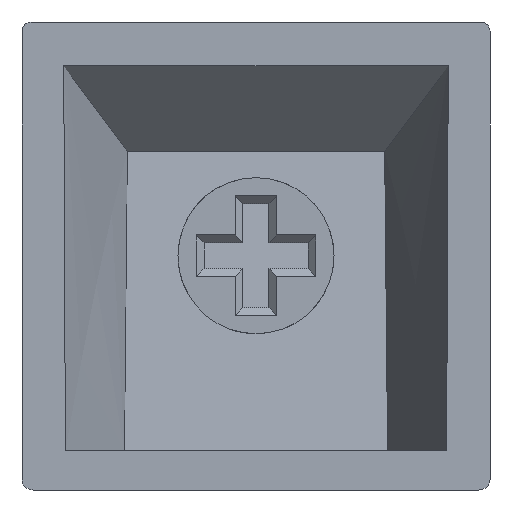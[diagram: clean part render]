
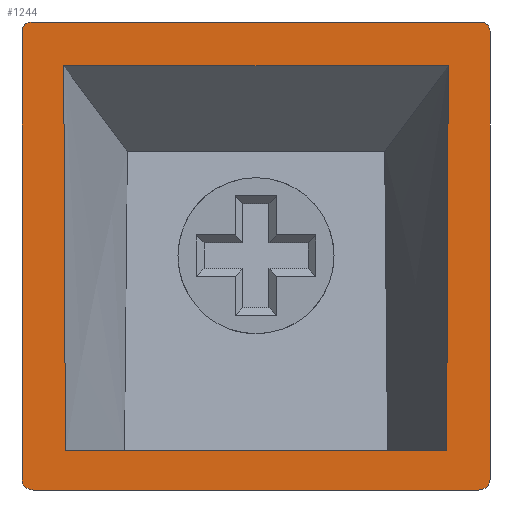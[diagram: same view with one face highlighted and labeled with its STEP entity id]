
A CAD part, front view. The second image highlights one B-rep face of the part: STEP entity #1244.
In plain terms, the highlighted planar face has unit normal (0, -1, 0).
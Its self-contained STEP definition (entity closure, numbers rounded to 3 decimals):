
#1244=ADVANCED_FACE('',(#1245,#1335),#1379,.T.);
#1245=FACE_BOUND('',#1246,.T.);
#1246=EDGE_LOOP('',(#1247,#1257,#1271,#1279,#1293,#1301,#1315,#1323));
#1247=ORIENTED_EDGE('',*,*,#1248,.T.);
#1248=EDGE_CURVE('',#1249,#1251,#1253,.F.);
#1249=VERTEX_POINT('',#1250);
#1250=CARTESIAN_POINT('',(0.451,0.0,-18.0));
#1251=VERTEX_POINT('',#1252);
#1252=CARTESIAN_POINT('',(17.549,0.0,-18.0));
#1253=LINE('',#1254,#1255);
#1254=CARTESIAN_POINT('',(0.0,0.0,-18.0));
#1255=VECTOR('',#1256,1.0);
#1256=DIRECTION('',(-1.0,0.0,0.0));
#1257=ORIENTED_EDGE('',*,*,#1258,.T.);
#1258=EDGE_CURVE('',#1251,#1259,#1261,.T.);
#1259=VERTEX_POINT('',#1260);
#1260=CARTESIAN_POINT('',(18.0,0.0,-17.6));
#1261=B_SPLINE_CURVE_WITH_KNOTS('',2,(#1262,#1263,#1264,#1265,#1266,#1267,#1268,#1269,#1270),.UNSPECIFIED.,.F.,.U.,(3,2,2,2,3),(0.0,0.25,0.5,0.75,1.0),.PIECEWISE_BEZIER_KNOTS.);
#1262=CARTESIAN_POINT('',(17.549,0.0,-18.0));
#1263=CARTESIAN_POINT('',(17.634,0.0,-18.0));
#1264=CARTESIAN_POINT('',(17.714,0.0,-17.973));
#1265=CARTESIAN_POINT('',(17.793,0.0,-17.946));
#1266=CARTESIAN_POINT('',(17.858,0.0,-17.892));
#1267=CARTESIAN_POINT('',(17.924,0.0,-17.838));
#1268=CARTESIAN_POINT('',(17.962,0.0,-17.762));
#1269=CARTESIAN_POINT('',(18.,0.0,-17.686));
#1270=CARTESIAN_POINT('',(18.,0.0,-17.6));
#1271=ORIENTED_EDGE('',*,*,#1272,.T.);
#1272=EDGE_CURVE('',#1259,#1273,#1275,.F.);
#1273=VERTEX_POINT('',#1274);
#1274=CARTESIAN_POINT('',(18.0,0.0,-0.379));
#1275=LINE('',#1276,#1277);
#1276=CARTESIAN_POINT('',(18.0,0.0,0.0));
#1277=VECTOR('',#1278,1.0);
#1278=DIRECTION('',(0.0,0.0,-1.0));
#1279=ORIENTED_EDGE('',*,*,#1280,.T.);
#1280=EDGE_CURVE('',#1273,#1281,#1283,.T.);
#1281=VERTEX_POINT('',#1282);
#1282=CARTESIAN_POINT('',(17.641,0.0,0.0));
#1283=B_SPLINE_CURVE_WITH_KNOTS('',2,(#1284,#1285,#1286,#1287,#1288,#1289,#1290,#1291,#1292),.UNSPECIFIED.,.F.,.U.,(3,2,2,2,3),(0.0,0.25,0.5,0.75,1.0),.PIECEWISE_BEZIER_KNOTS.);
#1284=CARTESIAN_POINT('',(18.,0.0,-0.379));
#1285=CARTESIAN_POINT('',(18.,0.0,-0.304));
#1286=CARTESIAN_POINT('',(17.976,0.0,-0.235));
#1287=CARTESIAN_POINT('',(17.952,0.0,-0.166));
#1288=CARTESIAN_POINT('',(17.902,0.0,-0.111));
#1289=CARTESIAN_POINT('',(17.854,0.0,-0.058));
#1290=CARTESIAN_POINT('',(17.784,0.0,-0.028));
#1291=CARTESIAN_POINT('',(17.718,0.0,0.));
#1292=CARTESIAN_POINT('',(17.641,0.0,0.));
#1293=ORIENTED_EDGE('',*,*,#1294,.T.);
#1294=EDGE_CURVE('',#1281,#1295,#1297,.F.);
#1295=VERTEX_POINT('',#1296);
#1296=CARTESIAN_POINT('',(0.359,0.0,0.0));
#1297=LINE('',#1298,#1299);
#1298=CARTESIAN_POINT('',(0.0,0.0,0.0));
#1299=VECTOR('',#1300,1.0);
#1300=DIRECTION('',(1.0,0.0,0.0));
#1301=ORIENTED_EDGE('',*,*,#1302,.T.);
#1302=EDGE_CURVE('',#1295,#1303,#1305,.T.);
#1303=VERTEX_POINT('',#1304);
#1304=CARTESIAN_POINT('',(0.0,0.0,-0.379));
#1305=B_SPLINE_CURVE_WITH_KNOTS('',2,(#1306,#1307,#1308,#1309,#1310,#1311,#1312,#1313,#1314),.UNSPECIFIED.,.F.,.U.,(3,2,2,2,3),(0.0,0.25,0.5,0.75,1.0),.PIECEWISE_BEZIER_KNOTS.);
#1306=CARTESIAN_POINT('',(0.359,0.0,0.));
#1307=CARTESIAN_POINT('',(0.284,0.0,0.));
#1308=CARTESIAN_POINT('',(0.217,0.0,-0.028));
#1309=CARTESIAN_POINT('',(0.15,0.0,-0.056));
#1310=CARTESIAN_POINT('',(0.098,0.0,-0.111));
#1311=CARTESIAN_POINT('',(0.05,0.0,-0.163));
#1312=CARTESIAN_POINT('',(0.024,0.0,-0.235));
#1313=CARTESIAN_POINT('',(0.,0.0,-0.302));
#1314=CARTESIAN_POINT('',(0.,0.0,-0.379));
#1315=ORIENTED_EDGE('',*,*,#1316,.T.);
#1316=EDGE_CURVE('',#1303,#1317,#1319,.F.);
#1317=VERTEX_POINT('',#1318);
#1318=CARTESIAN_POINT('',(0.0,0.0,-17.6));
#1319=LINE('',#1320,#1321);
#1320=CARTESIAN_POINT('',(0.0,0.0,0.0));
#1321=VECTOR('',#1322,1.0);
#1322=DIRECTION('',(0.0,0.0,1.0));
#1323=ORIENTED_EDGE('',*,*,#1324,.T.);
#1324=EDGE_CURVE('',#1317,#1249,#1325,.T.);
#1325=B_SPLINE_CURVE_WITH_KNOTS('',2,(#1326,#1327,#1328,#1329,#1330,#1331,#1332,#1333,#1334),.UNSPECIFIED.,.F.,.U.,(3,2,2,2,3),(0.0,0.25,0.5,0.75,1.0),.PIECEWISE_BEZIER_KNOTS.);
#1326=CARTESIAN_POINT('',(0.,0.0,-17.6));
#1327=CARTESIAN_POINT('',(0.,0.0,-17.683));
#1328=CARTESIAN_POINT('',(0.038,0.0,-17.761));
#1329=CARTESIAN_POINT('',(0.074,0.0,-17.834));
#1330=CARTESIAN_POINT('',(0.141,0.0,-17.892));
#1331=CARTESIAN_POINT('',(0.203,0.0,-17.944));
#1332=CARTESIAN_POINT('',(0.286,0.0,-17.973));
#1333=CARTESIAN_POINT('',(0.364,0.0,-18.0));
#1334=CARTESIAN_POINT('',(0.451,0.0,-18.0));
#1335=FACE_BOUND('',#1336,.T.);
#1336=EDGE_LOOP('',(#1337,#1347,#1360,#1368));
#1337=ORIENTED_EDGE('',*,*,#1338,.T.);
#1338=EDGE_CURVE('',#1339,#1341,#1343,.T.);
#1339=VERTEX_POINT('',#1340);
#1340=CARTESIAN_POINT('',(16.332,0.,-16.5));
#1341=VERTEX_POINT('',#1342);
#1342=CARTESIAN_POINT('',(1.668,0.0,-16.5));
#1343=LINE('',#1344,#1345);
#1344=CARTESIAN_POINT('',(0.0,0.0,-16.5));
#1345=VECTOR('',#1346,1.0);
#1346=DIRECTION('',(-1.0,0.0,0.0));
#1347=ORIENTED_EDGE('',*,*,#1348,.T.);
#1348=EDGE_CURVE('',#1341,#1349,#1351,.T.);
#1349=VERTEX_POINT('',#1350);
#1350=CARTESIAN_POINT('',(1.606,0.,-1.689));
#1351=B_SPLINE_CURVE_WITH_KNOTS('',3,(#1352,#1353,#1354,#1355,#1356,#1357,#1358,#1359),.UNSPECIFIED.,.F.,.U.,(4,2,2,4),(0.0,4.823,9.817,14.811),.UNSPECIFIED.);
#1352=CARTESIAN_POINT('',(1.668,0.0,-16.5));
#1353=CARTESIAN_POINT('',(1.658,0.0,-14.892));
#1354=CARTESIAN_POINT('',(1.65,0.0,-13.285));
#1355=CARTESIAN_POINT('',(1.635,0.0,-10.012));
#1356=CARTESIAN_POINT('',(1.628,0.,-8.348));
#1357=CARTESIAN_POINT('',(1.616,0.,-5.019));
#1358=CARTESIAN_POINT('',(1.611,0.,-3.354));
#1359=CARTESIAN_POINT('',(1.606,0.,-1.689));
#1360=ORIENTED_EDGE('',*,*,#1361,.T.);
#1361=EDGE_CURVE('',#1349,#1362,#1364,.T.);
#1362=VERTEX_POINT('',#1363);
#1363=CARTESIAN_POINT('',(16.394,0.,-1.689));
#1364=LINE('',#1365,#1366);
#1365=CARTESIAN_POINT('',(0.0,0.0,-1.689));
#1366=VECTOR('',#1367,1.0);
#1367=DIRECTION('',(1.0,0.0,0.0));
#1368=ORIENTED_EDGE('',*,*,#1369,.T.);
#1369=EDGE_CURVE('',#1362,#1339,#1370,.T.);
#1370=B_SPLINE_CURVE_WITH_KNOTS('',3,(#1371,#1372,#1373,#1374,#1375,#1376,#1377,#1378),.UNSPECIFIED.,.F.,.U.,(4,2,2,4),(0.0,4.82,9.816,14.811),.UNSPECIFIED.);
#1371=CARTESIAN_POINT('',(16.394,0.,-1.689));
#1372=CARTESIAN_POINT('',(16.389,0.,-3.296));
#1373=CARTESIAN_POINT('',(16.384,0.,-4.903));
#1374=CARTESIAN_POINT('',(16.372,0.,-8.175));
#1375=CARTESIAN_POINT('',(16.366,0.0,-9.84));
#1376=CARTESIAN_POINT('',(16.35,0.0,-13.17));
#1377=CARTESIAN_POINT('',(16.342,0.,-14.835));
#1378=CARTESIAN_POINT('',(16.332,0.,-16.5));
#1379=PLANE('',#1380);
#1380=AXIS2_PLACEMENT_3D('',#1381,#1382,#1383);
#1381=CARTESIAN_POINT('',(0.0,0.0,0.0));
#1382=DIRECTION('',(0.0,-1.0,0.0));
#1383=DIRECTION('',(0.0,0.0,-1.0));
